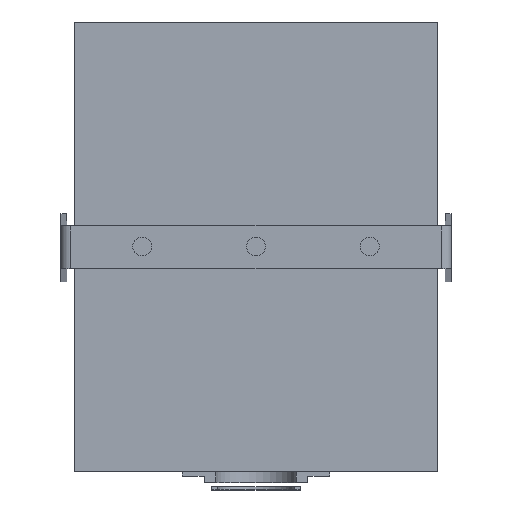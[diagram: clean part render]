
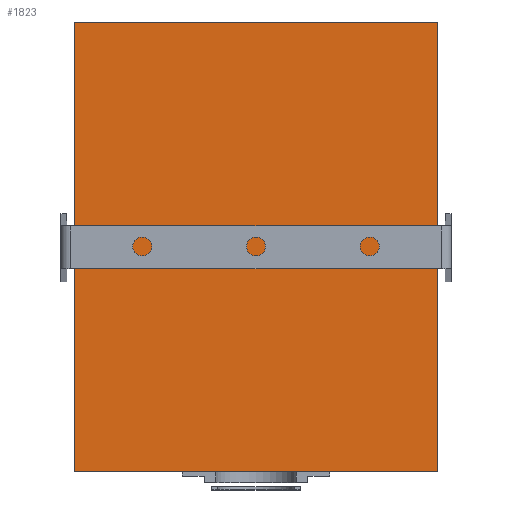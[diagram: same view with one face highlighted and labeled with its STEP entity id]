
A CAD part, top view. The second image highlights one B-rep face of the part: STEP entity #1823.
In plain terms, the highlighted planar face has unit normal (0, 0, 1).
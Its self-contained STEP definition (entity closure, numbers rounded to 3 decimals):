
#110=PLANE('',#1993);
#194=FACE_OUTER_BOUND('',#304,.T.);
#304=EDGE_LOOP('',(#1412,#1413,#1414,#1415));
#422=LINE('',#2780,#614);
#436=LINE('',#2817,#628);
#439=LINE('',#2821,#631);
#441=LINE('',#2824,#633);
#614=VECTOR('',#2240,10.);
#628=VECTOR('',#2276,10.);
#631=VECTOR('',#2281,10.);
#633=VECTOR('',#2285,10.);
#876=VERTEX_POINT('',#2777);
#877=VERTEX_POINT('',#2779);
#888=VERTEX_POINT('',#2814);
#889=VERTEX_POINT('',#2816);
#1064=EDGE_CURVE('',#877,#876,#422,.T.);
#1082=EDGE_CURVE('',#889,#888,#436,.T.);
#1085=EDGE_CURVE('',#876,#889,#439,.T.);
#1087=EDGE_CURVE('',#888,#877,#441,.T.);
#1412=ORIENTED_EDGE('',*,*,#1087,.T.);
#1413=ORIENTED_EDGE('',*,*,#1064,.T.);
#1414=ORIENTED_EDGE('',*,*,#1085,.T.);
#1415=ORIENTED_EDGE('',*,*,#1082,.T.);
#1823=ADVANCED_FACE('',(#194),#110,.T.);
#1993=AXIS2_PLACEMENT_3D('',#2825,#2286,#2287);
#2240=DIRECTION('',(1.,0.,0.));
#2276=DIRECTION('',(-1.,0.,0.));
#2281=DIRECTION('',(0.,1.,0.));
#2285=DIRECTION('',(0.,-1.,0.));
#2286=DIRECTION('center_axis',(0.,0.,1.));
#2287=DIRECTION('ref_axis',(1.,0.,0.));
#2777=CARTESIAN_POINT('',(127.7,-158.05,157.8));
#2779=CARTESIAN_POINT('',(-127.7,-158.05,157.8));
#2780=CARTESIAN_POINT('',(-127.7,-158.05,157.8));
#2814=CARTESIAN_POINT('',(-127.7,158.05,157.8));
#2816=CARTESIAN_POINT('',(127.7,158.05,157.8));
#2817=CARTESIAN_POINT('',(127.7,158.05,157.8));
#2821=CARTESIAN_POINT('',(127.7,-158.05,157.8));
#2824=CARTESIAN_POINT('',(-127.7,158.05,157.8));
#2825=CARTESIAN_POINT('Origin',(0.,0.,157.8));
